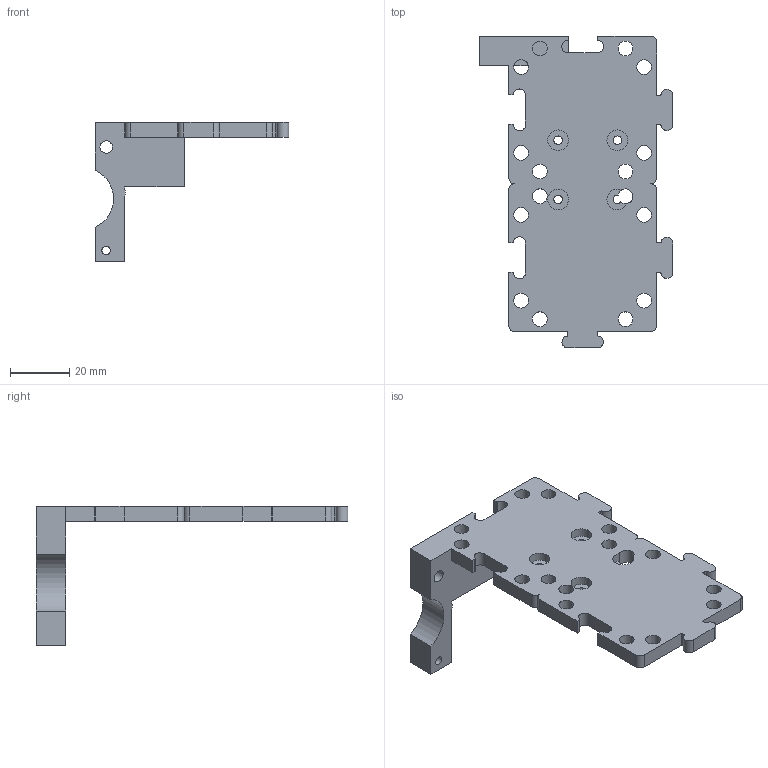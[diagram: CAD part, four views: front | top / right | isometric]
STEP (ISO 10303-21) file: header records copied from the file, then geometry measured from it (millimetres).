
FILE_DESCRIPTION(/* description */ (''),/* implementation_level */ '2;1');
FILE_NAME(/* name */ '30_cellSTORM_base.ipt.step',/* time_stamp */ '2022-11-29T08:13:36+01:00',/* author */ ('diederichbenedict'),/* organization */ (''),/* preprocessor_version */ 'ST-DEVELOPER v18.1',/* originating_system */ 'Autodesk Inventor 2022',/* authorisation */ '');
FILE_SCHEMA (('AUTOMOTIVE_DESIGN { 1 0 10303 214 3 1 1 }'));
Length unit declared in the file: millimetre
Products named in the file (1): 30_cellSTORM_base
Bounding box: 65.5 x 105.5 x 47.03 mm (x, y, z)
Volume: 29896.5 mm3; surface area: 15602.9 mm2
Topology: 1 solids, 1 shells, 109 faces, 310 edges, 206 vertices
Faces by surface type: cylinder 59, plane 50
Full cylindrical faces by diameter (mm): 2.9 x4, 4.2 x1, 5 x14, 7 x3
Entity records: 3711 total; most frequent: DIRECTION 652, CARTESIAN_POINT 626, ORIENTED_EDGE 620, EDGE_CURVE 310, AXIS2_PLACEMENT_3D 232, VERTEX_POINT 206, LINE 188, VECTOR 188
